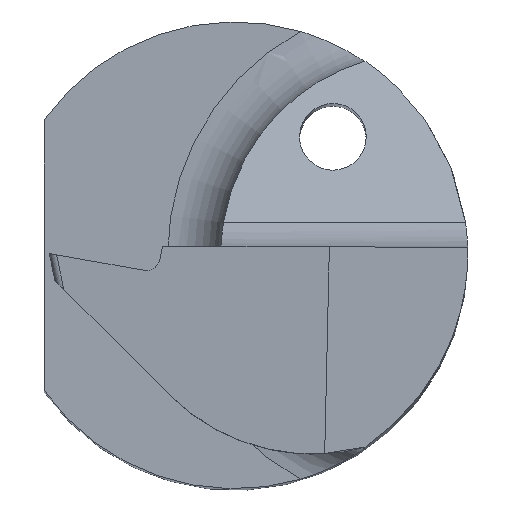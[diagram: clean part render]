
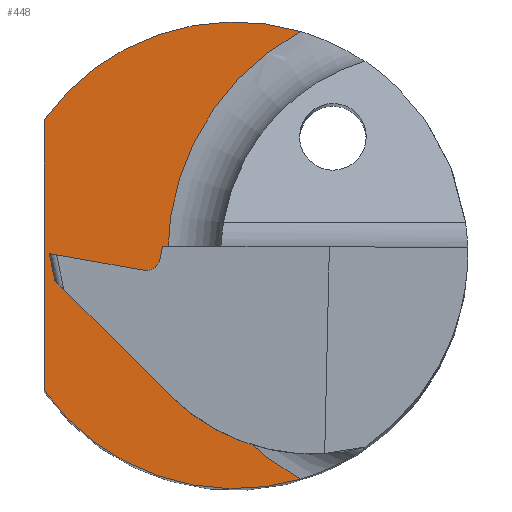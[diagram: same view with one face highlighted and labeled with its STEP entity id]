
A CAD part, top view. The second image highlights one B-rep face of the part: STEP entity #448.
In plain terms, the highlighted planar face has unit normal (0, 0, 1).
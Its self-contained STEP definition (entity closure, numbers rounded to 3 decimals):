
#11 = DIRECTION ( 'NONE',  ( -1., 0., 0. ) ) ;
#18 = DIRECTION ( 'NONE',  ( -1., 0., 0. ) ) ;
#20 = CARTESIAN_POINT ( 'NONE',  ( 2.827, 0., 15. ) ) ;
#25 = DIRECTION ( 'NONE',  ( -1., 0., 0. ) ) ;
#34 = CARTESIAN_POINT ( 'NONE',  ( -2.85, 2.032, 15. ) ) ;
#84 = DIRECTION ( 'NONE',  ( 0., 0., -1. ) ) ;
#89 = EDGE_CURVE ( 'NONE', #405, #398, #389, .T. ) ;
#101 = EDGE_CURVE ( 'NONE', #398, #498, #510, .T. ) ;
#113 = DIRECTION ( 'NONE',  ( 0., 0., 1. ) ) ;
#155 = CARTESIAN_POINT ( 'NONE',  ( 0., 0., 15. ) ) ;
#216 = EDGE_LOOP ( 'NONE', ( #437, #272, #541, #263, #556 ) ) ;
#249 = AXIS2_PLACEMENT_3D ( 'NONE', #592, #439, #11 ) ;
#253 = DIRECTION ( 'NONE',  ( 0., 1., 0. ) ) ;
#263 = ORIENTED_EDGE ( 'NONE', *, *, #314, .F. ) ;
#272 = ORIENTED_EDGE ( 'NONE', *, *, #89, .F. ) ;
#314 = EDGE_CURVE ( 'NONE', #636, #483, #745, .T. ) ;
#331 = EDGE_CURVE ( 'NONE', #498, #636, #917, .T. ) ;
#341 = CARTESIAN_POINT ( 'NONE',  ( 0.99, 3.357, 15. ) ) ;
#389 = LINE ( 'NONE', #34, #586 ) ;
#398 = VERTEX_POINT ( 'NONE', #652 ) ;
#405 = VERTEX_POINT ( 'NONE', #909 ) ;
#415 = AXIS2_PLACEMENT_3D ( 'NONE', #155, #756, #18 ) ;
#432 = AXIS2_PLACEMENT_3D ( 'NONE', #842, #113, #611 ) ;
#437 = ORIENTED_EDGE ( 'NONE', *, *, #101, .F. ) ;
#439 = DIRECTION ( 'NONE',  ( 0., 0., 1. ) ) ;
#448 = ADVANCED_FACE ( 'NONE', ( #820 ), #906, .T. ) ;
#479 = CIRCLE ( 'NONE', #766, 3.5 ) ;
#483 = VERTEX_POINT ( 'NONE', #965 ) ;
#498 = VERTEX_POINT ( 'NONE', #341 ) ;
#510 = CIRCLE ( 'NONE', #415, 3.5 ) ;
#541 = ORIENTED_EDGE ( 'NONE', *, *, #637, .F. ) ;
#556 = ORIENTED_EDGE ( 'NONE', *, *, #331, .F. ) ;
#586 = VECTOR ( 'NONE', #253, 1000. ) ;
#590 = CARTESIAN_POINT ( 'NONE',  ( 0., 0., 15. ) ) ;
#592 = CARTESIAN_POINT ( 'NONE',  ( 0.325, -0.054, 15. ) ) ;
#611 = DIRECTION ( 'NONE',  ( -1., 0., 0. ) ) ;
#636 = VERTEX_POINT ( 'NONE', #748 ) ;
#637 = EDGE_CURVE ( 'NONE', #483, #405, #479, .T. ) ;
#652 = CARTESIAN_POINT ( 'NONE',  ( -2.85, 2.032, 15. ) ) ;
#666 = DIRECTION ( 'NONE',  ( -1., 0., 0. ) ) ;
#745 = CIRCLE ( 'NONE', #432, 3.827 ) ;
#748 = CARTESIAN_POINT ( 'NONE',  ( -1., 0., 15. ) ) ;
#756 = DIRECTION ( 'NONE',  ( 0., 0., -1. ) ) ;
#766 = AXIS2_PLACEMENT_3D ( 'NONE', #590, #84, #666 ) ;
#817 = AXIS2_PLACEMENT_3D ( 'NONE', #20, #838, #25 ) ;
#820 = FACE_OUTER_BOUND ( 'NONE', #216, .T. ) ;
#838 = DIRECTION ( 'NONE',  ( 0., 0., 1. ) ) ;
#842 = CARTESIAN_POINT ( 'NONE',  ( 2.827, 0., 15. ) ) ;
#906 = PLANE ( 'NONE',  #249 ) ;
#909 = CARTESIAN_POINT ( 'NONE',  ( -2.85, -2.032, 15. ) ) ;
#917 = CIRCLE ( 'NONE', #817, 3.827 ) ;
#965 = CARTESIAN_POINT ( 'NONE',  ( 0.99, -3.357, 15. ) ) ;
